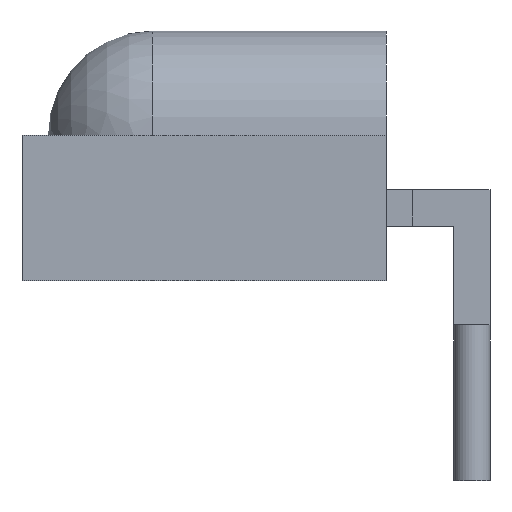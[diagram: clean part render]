
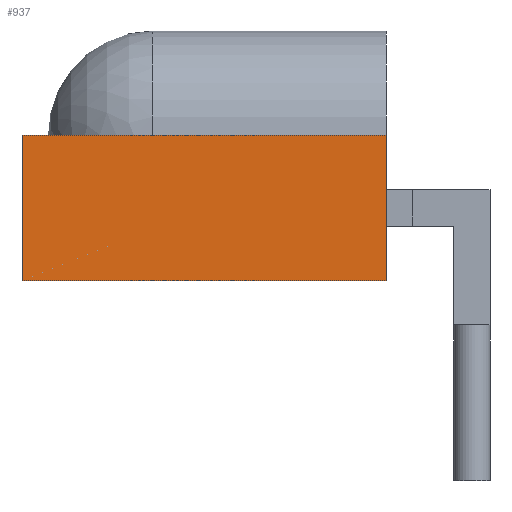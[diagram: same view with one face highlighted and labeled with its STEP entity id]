
A CAD part, left-side view. The second image highlights one B-rep face of the part: STEP entity #937.
In plain terms, the highlighted planar face has unit normal (-1, 0, 0).
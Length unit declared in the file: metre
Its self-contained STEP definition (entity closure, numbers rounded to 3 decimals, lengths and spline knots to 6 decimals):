
#75=LINE('',#1759,#179);
#83=LINE('',#1781,#187);
#84=LINE('',#1783,#188);
#85=LINE('',#1785,#189);
#179=VECTOR('',#1509,1.);
#187=VECTOR('',#1527,1.);
#188=VECTOR('',#1530,1.);
#189=VECTOR('',#1531,1.);
#369=ORIENTED_EDGE('',*,*,#557,.T.);
#370=ORIENTED_EDGE('',*,*,#558,.F.);
#371=ORIENTED_EDGE('',*,*,#546,.F.);
#372=ORIENTED_EDGE('',*,*,#556,.T.);
#546=EDGE_CURVE('',#643,#644,#75,.T.);
#556=EDGE_CURVE('',#643,#651,#83,.T.);
#557=EDGE_CURVE('',#651,#652,#84,.T.);
#558=EDGE_CURVE('',#644,#652,#85,.T.);
#643=VERTEX_POINT('',#1760);
#644=VERTEX_POINT('',#1761);
#651=VERTEX_POINT('',#1780);
#652=VERTEX_POINT('',#1784);
#725=EDGE_LOOP('',(#369,#370,#371,#372));
#783=FACE_BOUND('',#725,.T.);
#834=PLANE('',#1333);
#937=ADVANCED_FACE('',(#783),#834,.F.);
#1333=AXIS2_PLACEMENT_3D('',#1782,#1528,#1529);
#1509=DIRECTION('',(0.,0.,1.));
#1527=DIRECTION('',(0.,-1.,0.));
#1528=DIRECTION('',(1.,0.,0.));
#1529=DIRECTION('',(0.,0.,-1.));
#1530=DIRECTION('',(0.,0.,1.));
#1531=DIRECTION('',(0.,-1.,0.));
#1759=CARTESIAN_POINT('',(0.,0.007,0.));
#1760=CARTESIAN_POINT('',(0.,0.007,-0.0028));
#1761=CARTESIAN_POINT('',(0.,0.007,0.));
#1780=CARTESIAN_POINT('',(0.,0.,-0.0028));
#1781=CARTESIAN_POINT('',(0.,0.007,-0.0028));
#1782=CARTESIAN_POINT('',(0.,0.007,0.));
#1783=CARTESIAN_POINT('',(0.,0.,0.));
#1784=CARTESIAN_POINT('',(0.,0.,0.));
#1785=CARTESIAN_POINT('',(0.,0.007,0.));
